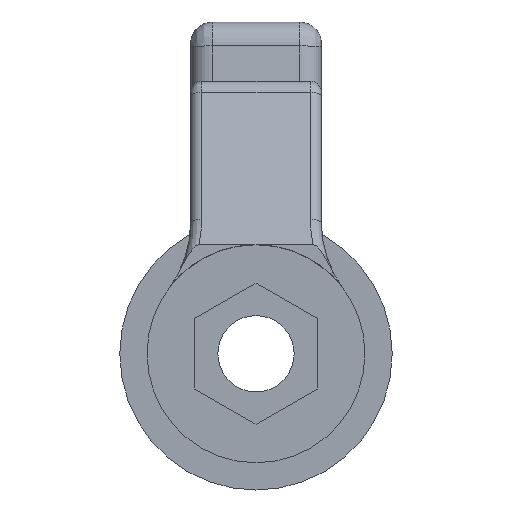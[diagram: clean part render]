
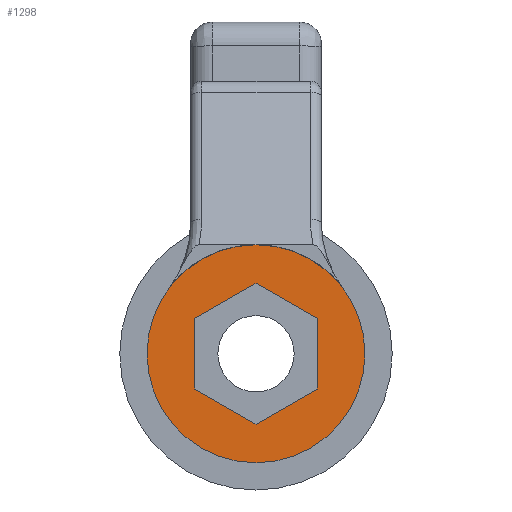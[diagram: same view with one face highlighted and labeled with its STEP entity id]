
A CAD part, front view. The second image highlights one B-rep face of the part: STEP entity #1298.
In plain terms, the highlighted planar face has unit normal (0, -1, 0).
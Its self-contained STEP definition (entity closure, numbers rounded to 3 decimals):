
#75=FACE_BOUND('',#410,.T.);
#93=PLANE('',#1462);
#165=LINE('',#2334,#238);
#166=LINE('',#2336,#239);
#167=LINE('',#2338,#240);
#168=LINE('',#2340,#241);
#169=LINE('',#2342,#242);
#170=LINE('',#2343,#243);
#238=VECTOR('',#1773,10.);
#239=VECTOR('',#1774,10.);
#240=VECTOR('',#1775,10.);
#241=VECTOR('',#1776,10.);
#242=VECTOR('',#1777,10.);
#243=VECTOR('',#1778,10.);
#323=FACE_OUTER_BOUND('',#409,.T.);
#409=EDGE_LOOP('',(#1066));
#410=EDGE_LOOP('',(#1067,#1068,#1069,#1070,#1071,#1072));
#512=CIRCLE('',#1463,5.);
#607=VERTEX_POINT('',#2330);
#608=VERTEX_POINT('',#2332);
#609=VERTEX_POINT('',#2333);
#610=VERTEX_POINT('',#2335);
#611=VERTEX_POINT('',#2337);
#612=VERTEX_POINT('',#2339);
#613=VERTEX_POINT('',#2341);
#767=EDGE_CURVE('',#607,#607,#512,.T.);
#768=EDGE_CURVE('',#608,#609,#165,.T.);
#769=EDGE_CURVE('',#609,#610,#166,.T.);
#770=EDGE_CURVE('',#610,#611,#167,.T.);
#771=EDGE_CURVE('',#611,#612,#168,.T.);
#772=EDGE_CURVE('',#612,#613,#169,.T.);
#773=EDGE_CURVE('',#613,#608,#170,.T.);
#1066=ORIENTED_EDGE('',*,*,#767,.T.);
#1067=ORIENTED_EDGE('',*,*,#768,.T.);
#1068=ORIENTED_EDGE('',*,*,#769,.T.);
#1069=ORIENTED_EDGE('',*,*,#770,.T.);
#1070=ORIENTED_EDGE('',*,*,#771,.T.);
#1071=ORIENTED_EDGE('',*,*,#772,.T.);
#1072=ORIENTED_EDGE('',*,*,#773,.T.);
#1298=ADVANCED_FACE('',(#323,#75),#93,.T.);
#1462=AXIS2_PLACEMENT_3D('',#2329,#1769,#1770);
#1463=AXIS2_PLACEMENT_3D('',#2331,#1771,#1772);
#1769=DIRECTION('center_axis',(0.,-1.,0.));
#1770=DIRECTION('ref_axis',(1.,0.,0.));
#1771=DIRECTION('center_axis',(0.,-1.,0.));
#1772=DIRECTION('ref_axis',(1.,0.,0.));
#1773=DIRECTION('',(-0.866,0.,0.5));
#1774=DIRECTION('',(0.,0.,1.));
#1775=DIRECTION('',(0.866,0.,0.5));
#1776=DIRECTION('',(0.866,0.,-0.5));
#1777=DIRECTION('',(0.,0.,-1.));
#1778=DIRECTION('',(-0.866,0.,-0.5));
#2329=CARTESIAN_POINT('Origin',(5.,-7.,-5.));
#2330=CARTESIAN_POINT('',(0.,-7.,-5.));
#2331=CARTESIAN_POINT('Origin',(5.,-7.,-5.));
#2332=CARTESIAN_POINT('',(5.,-7.,-8.233));
#2333=CARTESIAN_POINT('',(2.2,-7.,-6.617));
#2334=CARTESIAN_POINT('',(4.3,-7.,-7.829));
#2335=CARTESIAN_POINT('',(2.2,-7.,-3.383));
#2336=CARTESIAN_POINT('',(2.2,-7.,-5.808));
#2337=CARTESIAN_POINT('',(5.,-7.,-1.767));
#2338=CARTESIAN_POINT('',(2.9,-7.,-2.979));
#2339=CARTESIAN_POINT('',(7.8,-7.,-3.383));
#2340=CARTESIAN_POINT('',(5.7,-7.,-2.171));
#2341=CARTESIAN_POINT('',(7.8,-7.,-6.617));
#2342=CARTESIAN_POINT('',(7.8,-7.,-4.192));
#2343=CARTESIAN_POINT('',(7.1,-7.,-7.021));
